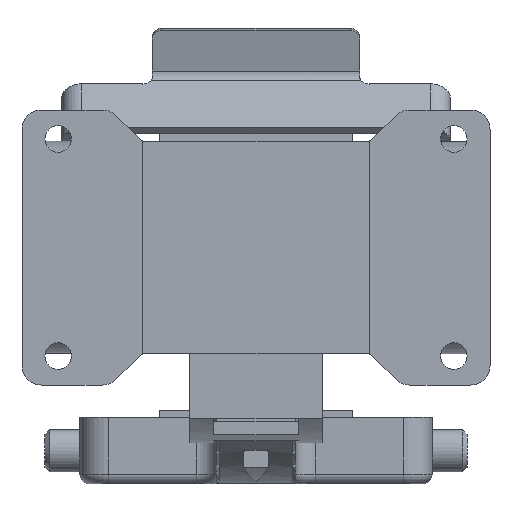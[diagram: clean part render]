
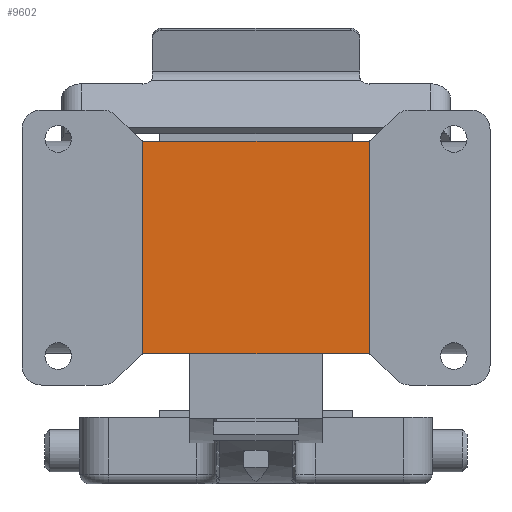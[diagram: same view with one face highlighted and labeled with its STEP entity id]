
A CAD part, front view. The second image highlights one B-rep face of the part: STEP entity #9602.
In plain terms, the highlighted planar face has unit normal (0, -1, 0).
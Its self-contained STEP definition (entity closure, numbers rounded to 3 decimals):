
#183 = EDGE_CURVE ( 'NONE', #17698, #5698, #14124, .T. ) ;
#224 = DIRECTION ( 'NONE',  ( 0., 1., 0. ) ) ;
#318 = EDGE_CURVE ( 'NONE', #16669, #16749, #16398, .T. ) ;
#662 = CARTESIAN_POINT ( 'NONE',  ( -23.645, 0., 22.14 ) ) ;
#760 = EDGE_CURVE ( 'NONE', #11446, #13828, #14857, .T. ) ;
#1008 = DIRECTION ( 'NONE',  ( 0., 1., 0. ) ) ;
#1031 = ORIENTED_EDGE ( 'NONE', *, *, #183, .F. ) ;
#1101 = AXIS2_PLACEMENT_3D ( 'NONE', #6795, #18072, #8431 ) ;
#1456 = CIRCLE ( 'NONE', #6075, 0.5 ) ;
#1776 = CARTESIAN_POINT ( 'NONE',  ( -30.5, 0., 22. ) ) ;
#2047 = AXIS2_PLACEMENT_3D ( 'NONE', #10700, #4349, #15654 ) ;
#2198 = CIRCLE ( 'NONE', #2584, 0.5 ) ;
#2276 = CARTESIAN_POINT ( 'NONE',  ( -23.5, 0., -16. ) ) ;
#2328 = CARTESIAN_POINT ( 'NONE',  ( -30.5, 0., -22. ) ) ;
#2584 = AXIS2_PLACEMENT_3D ( 'NONE', #10688, #1008, #12323 ) ;
#2678 = VECTOR ( 'NONE', #5880, 1000. ) ;
#2702 = ORIENTED_EDGE ( 'NONE', *, *, #17600, .T. ) ;
#2729 = PLANE ( 'NONE',  #2047 ) ;
#2958 = DIRECTION ( 'NONE',  ( 0., 0., 1. ) ) ;
#3398 = DIRECTION ( 'NONE',  ( 1., 0., 0. ) ) ;
#3553 = DIRECTION ( 'NONE',  ( -0.72, 0., -0.694 ) ) ;
#3646 = CARTESIAN_POINT ( 'NONE',  ( 23.298, 0., 22. ) ) ;
#3777 = VERTEX_POINT ( 'NONE', #6059 ) ;
#4296 = VECTOR ( 'NONE', #2958, 1000. ) ;
#4349 = DIRECTION ( 'NONE',  ( 0., -1., 0. ) ) ;
#4394 = CARTESIAN_POINT ( 'NONE',  ( -23.298, 0., -22.5 ) ) ;
#4449 = VERTEX_POINT ( 'NONE', #9243 ) ;
#4560 = CARTESIAN_POINT ( 'NONE',  ( -24.134, 0., -22.611 ) ) ;
#5446 = DIRECTION ( 'NONE',  ( 0.72, 0., -0.694 ) ) ;
#5514 = VECTOR ( 'NONE', #3398, 1000. ) ;
#5698 = VERTEX_POINT ( 'NONE', #3646 ) ;
#5880 = DIRECTION ( 'NONE',  ( -0.72, 0., 0.694 ) ) ;
#6011 = DIRECTION ( 'NONE',  ( 0., 0., -1. ) ) ;
#6047 = ORIENTED_EDGE ( 'NONE', *, *, #11265, .F. ) ;
#6059 = CARTESIAN_POINT ( 'NONE',  ( -23.5, 0., -22. ) ) ;
#6075 = AXIS2_PLACEMENT_3D ( 'NONE', #9899, #224, #11536 ) ;
#6754 = CARTESIAN_POINT ( 'NONE',  ( 23.5, 0., 22. ) ) ;
#6795 = CARTESIAN_POINT ( 'NONE',  ( 23.298, 0., 22.5 ) ) ;
#7234 = CARTESIAN_POINT ( 'NONE',  ( 23.5, 0., 22. ) ) ;
#7330 = ORIENTED_EDGE ( 'NONE', *, *, #760, .F. ) ;
#7774 = CARTESIAN_POINT ( 'NONE',  ( 23.5, 0., -16. ) ) ;
#7819 = LINE ( 'NONE', #8728, #20173 ) ;
#8110 = CARTESIAN_POINT ( 'NONE',  ( -23.298, 0., 22. ) ) ;
#8431 = DIRECTION ( 'NONE',  ( 0., 0., -1. ) ) ;
#8612 = LINE ( 'NONE', #7774, #4296 ) ;
#8728 = CARTESIAN_POINT ( 'NONE',  ( 29.088, 0., -27.381 ) ) ;
#8807 = CARTESIAN_POINT ( 'NONE',  ( -23.298, 0., -22. ) ) ;
#9243 = CARTESIAN_POINT ( 'NONE',  ( -23.645, 0., -22.14 ) ) ;
#9446 = ORIENTED_EDGE ( 'NONE', *, *, #18501, .T. ) ;
#9535 = ORIENTED_EDGE ( 'NONE', *, *, #11825, .F. ) ;
#9602 = ADVANCED_FACE ( 'NONE', ( #11915 ), #2729, .T. ) ;
#9887 = VECTOR ( 'NONE', #20717, 1000. ) ;
#9888 = ORIENTED_EDGE ( 'NONE', *, *, #10208, .T. ) ;
#9899 = CARTESIAN_POINT ( 'NONE',  ( -23.298, 0., 22.5 ) ) ;
#10208 = EDGE_CURVE ( 'NONE', #4449, #16749, #11733, .T. ) ;
#10563 = VECTOR ( 'NONE', #3553, 1000. ) ;
#10688 = CARTESIAN_POINT ( 'NONE',  ( 23.298, 0., -22.5 ) ) ;
#10700 = CARTESIAN_POINT ( 'NONE',  ( -30.5, 0., -16. ) ) ;
#11265 = EDGE_CURVE ( 'NONE', #3777, #15095, #16227, .T. ) ;
#11279 = LINE ( 'NONE', #13952, #2678 ) ;
#11446 = VERTEX_POINT ( 'NONE', #20620 ) ;
#11536 = DIRECTION ( 'NONE',  ( 0., 0., -1. ) ) ;
#11548 = CARTESIAN_POINT ( 'NONE',  ( -23.5, 0., 22. ) ) ;
#11733 = CIRCLE ( 'NONE', #17190, 0.5 ) ;
#11825 = EDGE_CURVE ( 'NONE', #4449, #3777, #13182, .T. ) ;
#11909 = VERTEX_POINT ( 'NONE', #14431 ) ;
#11915 = FACE_OUTER_BOUND ( 'NONE', #20720, .T. ) ;
#11938 = VECTOR ( 'NONE', #13521, 1000. ) ;
#12095 = VECTOR ( 'NONE', #15181, 1000. ) ;
#12323 = DIRECTION ( 'NONE',  ( 0., 0., -1. ) ) ;
#13182 = LINE ( 'NONE', #4560, #9887 ) ;
#13521 = DIRECTION ( 'NONE',  ( 0., 0., 1. ) ) ;
#13662 = VERTEX_POINT ( 'NONE', #19594 ) ;
#13681 = ORIENTED_EDGE ( 'NONE', *, *, #14747, .F. ) ;
#13762 = ORIENTED_EDGE ( 'NONE', *, *, #19725, .T. ) ;
#13828 = VERTEX_POINT ( 'NONE', #7234 ) ;
#13952 = CARTESIAN_POINT ( 'NONE',  ( -8.146, 0., 7.214 ) ) ;
#14124 = LINE ( 'NONE', #1776, #5514 ) ;
#14431 = CARTESIAN_POINT ( 'NONE',  ( 23.645, 0., -22.14 ) ) ;
#14747 = EDGE_CURVE ( 'NONE', #15095, #16719, #11279, .T. ) ;
#14857 = LINE ( 'NONE', #6754, #10563 ) ;
#15095 = VERTEX_POINT ( 'NONE', #11548 ) ;
#15181 = DIRECTION ( 'NONE',  ( -1., 0., 0. ) ) ;
#15654 = DIRECTION ( 'NONE',  ( 0., 0., -1. ) ) ;
#15700 = DIRECTION ( 'NONE',  ( 0., 1., 0. ) ) ;
#16227 = LINE ( 'NONE', #2276, #11938 ) ;
#16398 = LINE ( 'NONE', #2328, #12095 ) ;
#16669 = VERTEX_POINT ( 'NONE', #19871 ) ;
#16719 = VERTEX_POINT ( 'NONE', #662 ) ;
#16749 = VERTEX_POINT ( 'NONE', #8807 ) ;
#17095 = CIRCLE ( 'NONE', #1101, 0.5 ) ;
#17190 = AXIS2_PLACEMENT_3D ( 'NONE', #4394, #15700, #6011 ) ;
#17600 = EDGE_CURVE ( 'NONE', #13662, #13828, #8612, .T. ) ;
#17698 = VERTEX_POINT ( 'NONE', #8110 ) ;
#18072 = DIRECTION ( 'NONE',  ( 0., 1., 0. ) ) ;
#18110 = EDGE_CURVE ( 'NONE', #13662, #11909, #7819, .T. ) ;
#18501 = EDGE_CURVE ( 'NONE', #17698, #16719, #1456, .T. ) ;
#19376 = ORIENTED_EDGE ( 'NONE', *, *, #18110, .F. ) ;
#19594 = CARTESIAN_POINT ( 'NONE',  ( 23.5, 0., -22. ) ) ;
#19725 = EDGE_CURVE ( 'NONE', #16669, #11909, #2198, .T. ) ;
#19819 = ORIENTED_EDGE ( 'NONE', *, *, #318, .F. ) ;
#19871 = CARTESIAN_POINT ( 'NONE',  ( 23.298, 0., -22. ) ) ;
#20114 = EDGE_CURVE ( 'NONE', #11446, #5698, #17095, .T. ) ;
#20173 = VECTOR ( 'NONE', #5446, 1000. ) ;
#20216 = ORIENTED_EDGE ( 'NONE', *, *, #20114, .T. ) ;
#20620 = CARTESIAN_POINT ( 'NONE',  ( 23.645, 0., 22.14 ) ) ;
#20717 = DIRECTION ( 'NONE',  ( 0.72, 0., 0.694 ) ) ;
#20720 = EDGE_LOOP ( 'NONE', ( #19819, #13762, #19376, #2702, #7330, #20216, #1031, #9446, #13681, #6047, #9535, #9888 ) ) ;
